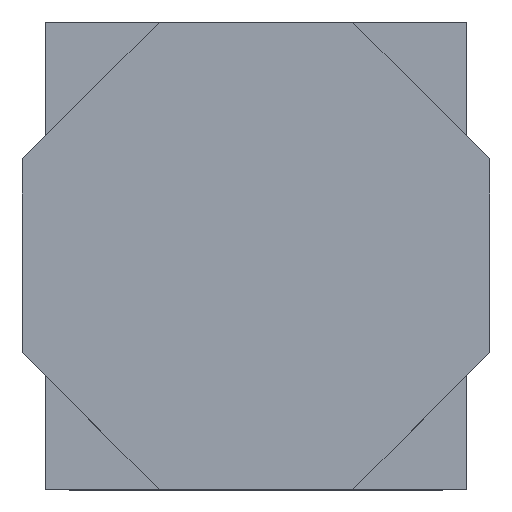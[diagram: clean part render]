
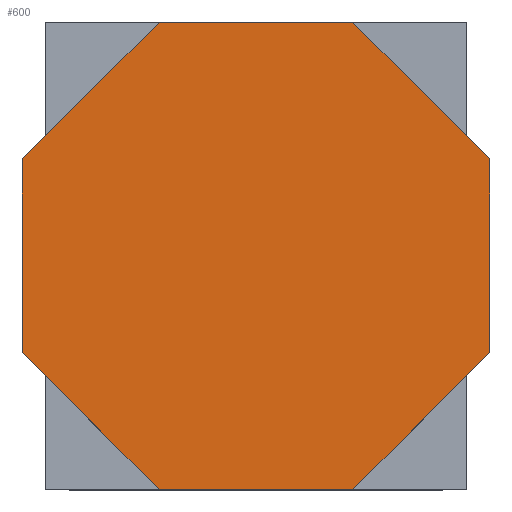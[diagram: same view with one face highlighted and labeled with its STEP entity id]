
A CAD part, top view. The second image highlights one B-rep face of the part: STEP entity #600.
In plain terms, the highlighted planar face has unit normal (0, 0, 1).
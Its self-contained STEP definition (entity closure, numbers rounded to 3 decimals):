
#8 = LINE ( 'NONE', #859, #701 ) ;
#18 = LINE ( 'NONE', #708, #571 ) ;
#27 = EDGE_CURVE ( 'NONE', #845, #356, #8, .T. ) ;
#36 = CARTESIAN_POINT ( 'NONE',  ( 0.25, 1.464, 4. ) ) ;
#37 = CARTESIAN_POINT ( 'NONE',  ( -4.75, 1.464, 4. ) ) ;
#38 = FACE_OUTER_BOUND ( 'NONE', #109, .T. ) ;
#69 = EDGE_CURVE ( 'NONE', #323, #823, #135, .T. ) ;
#72 = CARTESIAN_POINT ( 'NONE',  ( -4.75, 3.536, 4. ) ) ;
#79 = LINE ( 'NONE', #367, #412 ) ;
#109 = EDGE_LOOP ( 'NONE', ( #198, #656, #774, #493, #446, #576, #404, #402 ) ) ;
#110 = CARTESIAN_POINT ( 'NONE',  ( -3.286, 5., 4. ) ) ;
#135 = LINE ( 'NONE', #110, #480 ) ;
#159 = EDGE_CURVE ( 'NONE', #483, #323, #79, .T. ) ;
#161 = VERTEX_POINT ( 'NONE', #202 ) ;
#162 = VECTOR ( 'NONE', #844, 1000. ) ;
#177 = DIRECTION ( 'NONE',  ( -1., 0., 0. ) ) ;
#198 = ORIENTED_EDGE ( 'NONE', *, *, #768, .T. ) ;
#202 = CARTESIAN_POINT ( 'NONE',  ( 0.25, 3.536, 4. ) ) ;
#219 = VECTOR ( 'NONE', #843, 1000. ) ;
#226 = DIRECTION ( 'NONE',  ( -0.707, 0.707, 0. ) ) ;
#232 = DIRECTION ( 'NONE',  ( 0.707, 0.707, 0. ) ) ;
#237 = CARTESIAN_POINT ( 'NONE',  ( -4.75, 1.464, 4. ) ) ;
#247 = AXIS2_PLACEMENT_3D ( 'NONE', #762, #364, #835 ) ;
#283 = CARTESIAN_POINT ( 'NONE',  ( 0.25, 3.536, 4. ) ) ;
#295 = PLANE ( 'NONE',  #247 ) ;
#299 = DIRECTION ( 'NONE',  ( 0., 1., 0. ) ) ;
#323 = VERTEX_POINT ( 'NONE', #601 ) ;
#331 = LINE ( 'NONE', #631, #162 ) ;
#356 = VERTEX_POINT ( 'NONE', #738 ) ;
#364 = DIRECTION ( 'NONE',  ( 0., 0., 1. ) ) ;
#367 = CARTESIAN_POINT ( 'NONE',  ( -1.214, 5., 4. ) ) ;
#384 = EDGE_CURVE ( 'NONE', #356, #552, #743, .T. ) ;
#386 = VECTOR ( 'NONE', #232, 1000. ) ;
#388 = LINE ( 'NONE', #237, #219 ) ;
#392 = CARTESIAN_POINT ( 'NONE',  ( -1.214, 5., 4. ) ) ;
#402 = ORIENTED_EDGE ( 'NONE', *, *, #606, .T. ) ;
#404 = ORIENTED_EDGE ( 'NONE', *, *, #384, .T. ) ;
#412 = VECTOR ( 'NONE', #177, 1000. ) ;
#446 = ORIENTED_EDGE ( 'NONE', *, *, #577, .T. ) ;
#480 = VECTOR ( 'NONE', #846, 1000. ) ;
#483 = VERTEX_POINT ( 'NONE', #392 ) ;
#493 = ORIENTED_EDGE ( 'NONE', *, *, #655, .T. ) ;
#552 = VERTEX_POINT ( 'NONE', #36 ) ;
#565 = CARTESIAN_POINT ( 'NONE',  ( -1.214, 0., 4. ) ) ;
#571 = VECTOR ( 'NONE', #299, 1000. ) ;
#576 = ORIENTED_EDGE ( 'NONE', *, *, #27, .T. ) ;
#577 = EDGE_CURVE ( 'NONE', #621, #845, #388, .T. ) ;
#590 = VECTOR ( 'NONE', #226, 1000. ) ;
#600 = ADVANCED_FACE ( 'NONE', ( #38 ), #295, .T. ) ;
#601 = CARTESIAN_POINT ( 'NONE',  ( -3.286, 5., 4. ) ) ;
#604 = CARTESIAN_POINT ( 'NONE',  ( -3.286, 0., 4. ) ) ;
#606 = EDGE_CURVE ( 'NONE', #552, #161, #18, .T. ) ;
#621 = VERTEX_POINT ( 'NONE', #37 ) ;
#631 = CARTESIAN_POINT ( 'NONE',  ( -4.75, 3.536, 4. ) ) ;
#655 = EDGE_CURVE ( 'NONE', #823, #621, #331, .T. ) ;
#656 = ORIENTED_EDGE ( 'NONE', *, *, #159, .T. ) ;
#701 = VECTOR ( 'NONE', #825, 1000. ) ;
#708 = CARTESIAN_POINT ( 'NONE',  ( 0.25, 1.464, 4. ) ) ;
#738 = CARTESIAN_POINT ( 'NONE',  ( -1.214, 0., 4. ) ) ;
#743 = LINE ( 'NONE', #565, #386 ) ;
#762 = CARTESIAN_POINT ( 'NONE',  ( 0., 0., 4. ) ) ;
#766 = LINE ( 'NONE', #283, #590 ) ;
#768 = EDGE_CURVE ( 'NONE', #161, #483, #766, .T. ) ;
#774 = ORIENTED_EDGE ( 'NONE', *, *, #69, .T. ) ;
#823 = VERTEX_POINT ( 'NONE', #72 ) ;
#825 = DIRECTION ( 'NONE',  ( 1., 0., 0. ) ) ;
#835 = DIRECTION ( 'NONE',  ( 1., 0., 0. ) ) ;
#843 = DIRECTION ( 'NONE',  ( 0.707, -0.707, 0. ) ) ;
#844 = DIRECTION ( 'NONE',  ( 0., -1., 0. ) ) ;
#845 = VERTEX_POINT ( 'NONE', #604 ) ;
#846 = DIRECTION ( 'NONE',  ( -0.707, -0.707, 0. ) ) ;
#859 = CARTESIAN_POINT ( 'NONE',  ( -3.286, 0., 4. ) ) ;
